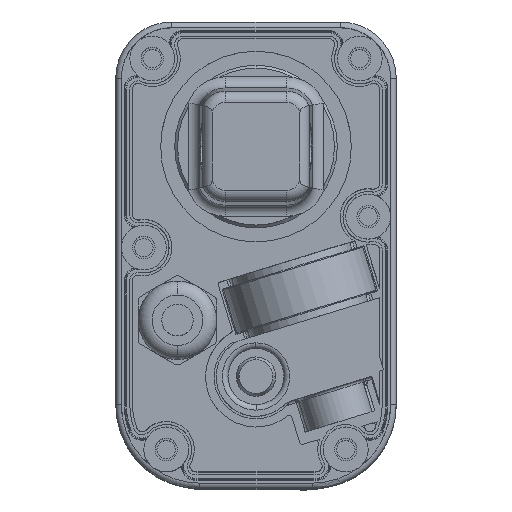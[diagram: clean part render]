
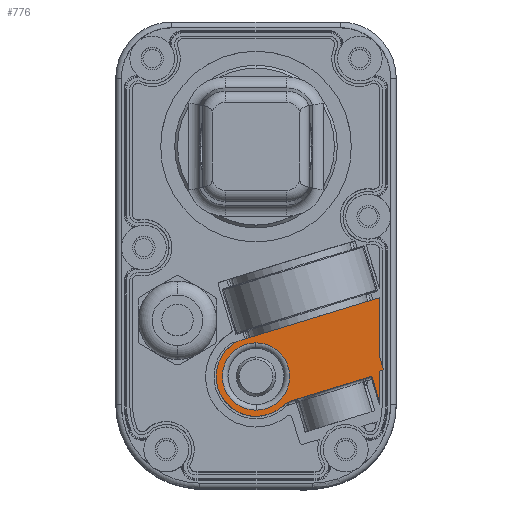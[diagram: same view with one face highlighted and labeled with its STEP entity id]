
A CAD part, top view. The second image highlights one B-rep face of the part: STEP entity #776.
In plain terms, the highlighted planar face has unit normal (0, 0, -1).
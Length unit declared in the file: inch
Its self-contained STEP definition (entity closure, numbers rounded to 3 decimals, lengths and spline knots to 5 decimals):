
#660 = CARTESIAN_POINT ( 'NONE',  ( 0.86614, 0.03866, 1.43701 ) ) ;
#776 = ADVANCED_FACE ( 'NONE', ( #57095, #26816 ), #101170, .F. ) ;
#1281 = ORIENTED_EDGE ( 'NONE', *, *, #91201, .T. ) ;
#4270 = EDGE_LOOP ( 'NONE', ( #52191, #45707, #72682, #101275, #28068, #39452, #122474, #1281, #79451, #127581, #120858 ) ) ;
#5162 = DIRECTION ( 'NONE',  ( 0., 0., -1. ) ) ;
#6509 = AXIS2_PLACEMENT_3D ( 'NONE', #65373, #5162, #117662 ) ;
#7702 = LINE ( 'NONE', #115058, #130691 ) ;
#9369 = CARTESIAN_POINT ( 'NONE',  ( -0.0476, 0.06778, 1.43701 ) ) ;
#9858 = CARTESIAN_POINT ( 'NONE',  ( 0., 0.23622, 1.43701 ) ) ;
#11083 = AXIS2_PLACEMENT_3D ( 'NONE', #76998, #15862, #46653 ) ;
#12639 = VERTEX_POINT ( 'NONE', #80194 ) ;
#13047 = CARTESIAN_POINT ( 'NONE',  ( 0.25837, -0.16795, 1.43701 ) ) ;
#14221 = VERTEX_POINT ( 'NONE', #51636 ) ;
#15220 = CARTESIAN_POINT ( 'NONE',  ( -0.10522, 0.25601, 1.43701 ) ) ;
#15862 = DIRECTION ( 'NONE',  ( 0., 0., -1. ) ) ;
#16292 = CARTESIAN_POINT ( 'NONE',  ( 0.86614, 0.55333, 1.43701 ) ) ;
#18433 = DIRECTION ( 'NONE',  ( 0.032, -0.999, 0. ) ) ;
#19577 = DIRECTION ( 'NONE',  ( -0.293, 0.956, 0. ) ) ;
#19693 = VERTEX_POINT ( 'NONE', #660 ) ;
#21313 = CARTESIAN_POINT ( 'NONE',  ( 0., -0.23622, 1.43701 ) ) ;
#26749 = ORIENTED_EDGE ( 'NONE', *, *, #77802, .F. ) ;
#26816 = FACE_BOUND ( 'NONE', #63827, .T. ) ;
#28068 = ORIENTED_EDGE ( 'NONE', *, *, #122435, .F. ) ;
#31594 = VECTOR ( 'NONE', #66254, 39.37008 ) ;
#33336 = EDGE_CURVE ( 'NONE', #19693, #14221, #131586, .T. ) ;
#35289 = DIRECTION ( 'NONE',  ( 0.956, 0.293, 0. ) ) ;
#35522 = VECTOR ( 'NONE', #93398, 39.37008 ) ;
#36633 = CARTESIAN_POINT ( 'NONE',  ( 0.81301, 0.00181, 1.43701 ) ) ;
#38541 = VECTOR ( 'NONE', #116213, 39.37008 ) ;
#39452 = ORIENTED_EDGE ( 'NONE', *, *, #45846, .F. ) ;
#41688 = CIRCLE ( 'NONE', #78713, 0.19685 ) ;
#44281 = VERTEX_POINT ( 'NONE', #49030 ) ;
#45566 = VERTEX_POINT ( 'NONE', #125579 ) ;
#45707 = ORIENTED_EDGE ( 'NONE', *, *, #101972, .F. ) ;
#45846 = EDGE_CURVE ( 'NONE', #84545, #130772, #41688, .T. ) ;
#46653 = DIRECTION ( 'NONE',  ( -0.032, 0.999, 0. ) ) ;
#47634 = LINE ( 'NONE', #124625, #90814 ) ;
#49030 = CARTESIAN_POINT ( 'NONE',  ( 0.81301, 0., 1.43701 ) ) ;
#49984 = CIRCLE ( 'NONE', #6509, 0.19685 ) ;
#50721 = DIRECTION ( 'NONE',  ( 0., 0., 1. ) ) ;
#51636 = CARTESIAN_POINT ( 'NONE',  ( 0.89524, 0.04757, 1.43701 ) ) ;
#52191 = ORIENTED_EDGE ( 'NONE', *, *, #61859, .F. ) ;
#53167 = VECTOR ( 'NONE', #57741, 39.37008 ) ;
#53187 = VECTOR ( 'NONE', #35289, 39.37008 ) ;
#54233 = VECTOR ( 'NONE', #72289, 39.37008 ) ;
#55484 = DIRECTION ( 'NONE',  ( 0., -1., 0. ) ) ;
#55907 = CARTESIAN_POINT ( 'NONE',  ( 0., 0., 1.43701 ) ) ;
#56165 = AXIS2_PLACEMENT_3D ( 'NONE', #59201, #50721, #130731 ) ;
#57095 = FACE_OUTER_BOUND ( 'NONE', #4270, .T. ) ;
#57741 = DIRECTION ( 'NONE',  ( -0.956, -0.293, 0. ) ) ;
#58534 = CARTESIAN_POINT ( 'NONE',  ( 0.18535, -0.20893, 1.43701 ) ) ;
#58873 = CARTESIAN_POINT ( 'NONE',  ( 0.81301, 0.00181, 1.43701 ) ) ;
#59030 = DIRECTION ( 'NONE',  ( 0., 0., -1. ) ) ;
#59201 = CARTESIAN_POINT ( 'NONE',  ( 0., 0., 1.43701 ) ) ;
#61859 = EDGE_CURVE ( 'NONE', #44281, #107532, #7702, .T. ) ;
#63827 = EDGE_LOOP ( 'NONE', ( #26749, #88660 ) ) ;
#65373 = CARTESIAN_POINT ( 'NONE',  ( 0.31598, -0.35619, 1.43701 ) ) ;
#65556 = EDGE_CURVE ( 'NONE', #87612, #65832, #49984, .T. ) ;
#65703 = LINE ( 'NONE', #36633, #38541 ) ;
#65832 = VERTEX_POINT ( 'NONE', #86250 ) ;
#66254 = DIRECTION ( 'NONE',  ( 0., -1., 0. ) ) ;
#67996 = CARTESIAN_POINT ( 'NONE',  ( 0., 0., 1.43701 ) ) ;
#69711 = CARTESIAN_POINT ( 'NONE',  ( 0.86614, -0.17359, 1.43701 ) ) ;
#70483 = DIRECTION ( 'NONE',  ( 0., 0., 1. ) ) ;
#72289 = DIRECTION ( 'NONE',  ( 0., -1., 0. ) ) ;
#72682 = ORIENTED_EDGE ( 'NONE', *, *, #90123, .F. ) ;
#74735 = LINE ( 'NONE', #125774, #31594 ) ;
#75601 = LINE ( 'NONE', #16292, #53167 ) ;
#76998 = CARTESIAN_POINT ( 'NONE',  ( 0., 0., 1.43701 ) ) ;
#77802 = EDGE_CURVE ( 'NONE', #114474, #128346, #98900, .T. ) ;
#78713 = AXIS2_PLACEMENT_3D ( 'NONE', #9369, #70483, #19577 ) ;
#78724 = LINE ( 'NONE', #13047, #35522 ) ;
#79451 = ORIENTED_EDGE ( 'NONE', *, *, #88073, .F. ) ;
#80194 = CARTESIAN_POINT ( 'NONE',  ( 0.86614, 0.55333, 1.43701 ) ) ;
#80886 = CARTESIAN_POINT ( 'NONE',  ( -0.14155, 0.24077, 1.43701 ) ) ;
#83042 = CARTESIAN_POINT ( 'NONE',  ( 0.86614, 0.55333, 1.43701 ) ) ;
#84545 = VERTEX_POINT ( 'NONE', #15220 ) ;
#84929 = CARTESIAN_POINT ( 'NONE',  ( 0.86614, 0.03866, 1.43701 ) ) ;
#85387 = EDGE_CURVE ( 'NONE', #12639, #84545, #75601, .T. ) ;
#85455 = DIRECTION ( 'NONE',  ( 0., 0., 1. ) ) ;
#86250 = CARTESIAN_POINT ( 'NONE',  ( 0.25837, -0.16795, 1.43701 ) ) ;
#87612 = VERTEX_POINT ( 'NONE', #58534 ) ;
#88073 = EDGE_CURVE ( 'NONE', #14221, #45566, #47634, .T. ) ;
#88660 = ORIENTED_EDGE ( 'NONE', *, *, #116250, .F. ) ;
#90123 = EDGE_CURVE ( 'NONE', #65832, #125479, #78724, .T. ) ;
#90814 = VECTOR ( 'NONE', #104934, 39.37008 ) ;
#91201 = EDGE_CURVE ( 'NONE', #12639, #45566, #116538, .T. ) ;
#91727 = AXIS2_PLACEMENT_3D ( 'NONE', #67996, #59030, #18433 ) ;
#93398 = DIRECTION ( 'NONE',  ( 0.956, 0.293, 0. ) ) ;
#98900 = CIRCLE ( 'NONE', #91727, 0.23622 ) ;
#101170 = PLANE ( 'NONE',  #56165 ) ;
#101275 = ORIENTED_EDGE ( 'NONE', *, *, #65556, .F. ) ;
#101972 = EDGE_CURVE ( 'NONE', #125479, #44281, #65703, .T. ) ;
#103233 = EDGE_CURVE ( 'NONE', #19693, #107532, #74735, .T. ) ;
#104934 = DIRECTION ( 'NONE',  ( -0.293, 0.956, 0. ) ) ;
#106537 = DIRECTION ( 'NONE',  ( 0.293, -0.956, 0. ) ) ;
#107532 = VERTEX_POINT ( 'NONE', #69711 ) ;
#109762 = AXIS2_PLACEMENT_3D ( 'NONE', #55907, #85455, #55484 ) ;
#114474 = VERTEX_POINT ( 'NONE', #9858 ) ;
#115058 = CARTESIAN_POINT ( 'NONE',  ( 0.81301, 0., 1.43701 ) ) ;
#116213 = DIRECTION ( 'NONE',  ( 0., -1., 0. ) ) ;
#116250 = EDGE_CURVE ( 'NONE', #128346, #114474, #117791, .T. ) ;
#116538 = LINE ( 'NONE', #83042, #54233 ) ;
#117549 = CIRCLE ( 'NONE', #109762, 0.27929 ) ;
#117662 = DIRECTION ( 'NONE',  ( -0.664, 0.748, 0. ) ) ;
#117791 = CIRCLE ( 'NONE', #11083, 0.23622 ) ;
#120858 = ORIENTED_EDGE ( 'NONE', *, *, #103233, .T. ) ;
#122435 = EDGE_CURVE ( 'NONE', #130772, #87612, #117549, .T. ) ;
#122474 = ORIENTED_EDGE ( 'NONE', *, *, #85387, .F. ) ;
#124625 = CARTESIAN_POINT ( 'NONE',  ( 0.89524, 0.04757, 1.43701 ) ) ;
#125479 = VERTEX_POINT ( 'NONE', #58873 ) ;
#125579 = CARTESIAN_POINT ( 'NONE',  ( 0.86614, 0.14263, 1.43701 ) ) ;
#125774 = CARTESIAN_POINT ( 'NONE',  ( 0.86614, 0.03866, 1.43701 ) ) ;
#127581 = ORIENTED_EDGE ( 'NONE', *, *, #33336, .F. ) ;
#128346 = VERTEX_POINT ( 'NONE', #21313 ) ;
#130691 = VECTOR ( 'NONE', #106537, 39.37008 ) ;
#130731 = DIRECTION ( 'NONE',  ( 0., 1., 0. ) ) ;
#130772 = VERTEX_POINT ( 'NONE', #80886 ) ;
#131586 = LINE ( 'NONE', #84929, #53187 ) ;
